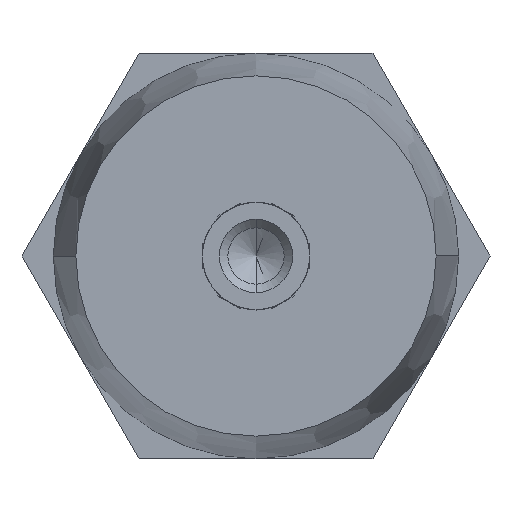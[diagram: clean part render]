
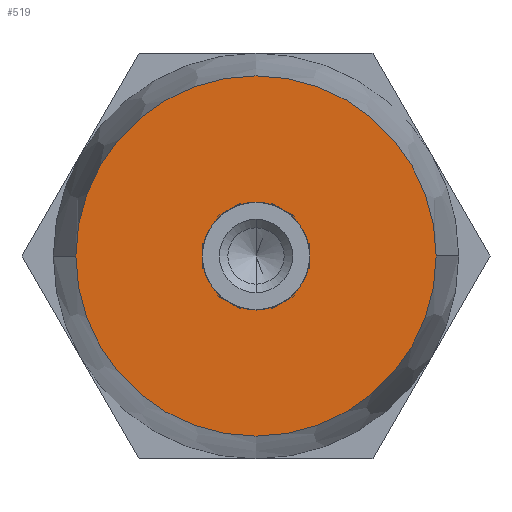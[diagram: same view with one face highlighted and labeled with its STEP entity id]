
A CAD part, front view. The second image highlights one B-rep face of the part: STEP entity #519.
In plain terms, the highlighted planar face has unit normal (0, -1, 0).
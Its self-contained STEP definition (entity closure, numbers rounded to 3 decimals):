
#2 = CARTESIAN_POINT ( 'NONE',  ( -14.381, -17.5, 2.804 ) ) ;
#17 = CARTESIAN_POINT ( 'NONE',  ( -4.763, -17.5, -0.309 ) ) ;
#29 = VECTOR ( 'NONE', #1916, 1000. ) ;
#61 = EDGE_CURVE ( 'NONE', #1269, #1898, #1522, .T. ) ;
#72 = CIRCLE ( 'NONE', #369, 4.773 ) ;
#138 = CIRCLE ( 'NONE', #2983, 4.773 ) ;
#152 = CARTESIAN_POINT ( 'NONE',  ( -2.114, -17.5, -4.279 ) ) ;
#173 = DIRECTION ( 'NONE',  ( 0., -1., 0. ) ) ;
#201 = CARTESIAN_POINT ( 'NONE',  ( 0., -17.5, 0. ) ) ;
#207 = DIRECTION ( 'NONE',  ( -1., 0., 0. ) ) ;
#249 = ORIENTED_EDGE ( 'NONE', *, *, #61, .T. ) ;
#285 = ORIENTED_EDGE ( 'NONE', *, *, #1483, .T. ) ;
#295 = DIRECTION ( 'NONE',  ( -0.866, 0., 0.5 ) ) ;
#369 = AXIS2_PLACEMENT_3D ( 'NONE', #3053, #1236, #2139 ) ;
#427 = ORIENTED_EDGE ( 'NONE', *, *, #2551, .T. ) ;
#429 = DIRECTION ( 'NONE',  ( 0., 1., 0. ) ) ;
#458 = VECTOR ( 'NONE', #1048, 1000. ) ;
#471 = CARTESIAN_POINT ( 'NONE',  ( -2.114, -17.5, 4.279 ) ) ;
#491 = VERTEX_POINT ( 'NONE', #2866 ) ;
#505 = CARTESIAN_POINT ( 'NONE',  ( 0., -17.5, 0. ) ) ;
#519 = ADVANCED_FACE ( 'NONE', ( #2637, #2768 ), #2290, .T. ) ;
#564 = VECTOR ( 'NONE', #3433, 1000. ) ;
#599 = DIRECTION ( 'NONE',  ( 0., 1., 0. ) ) ;
#611 = DIRECTION ( 'NONE',  ( -1., 0., 0. ) ) ;
#651 = EDGE_CURVE ( 'NONE', #2684, #1269, #1376, .T. ) ;
#659 = EDGE_CURVE ( 'NONE', #2654, #1467, #2138, .T. ) ;
#664 = CARTESIAN_POINT ( 'NONE',  ( -9.619, -17.5, 11.053 ) ) ;
#746 = AXIS2_PLACEMENT_3D ( 'NONE', #874, #3565, #611 ) ;
#791 = VERTEX_POINT ( 'NONE', #1094 ) ;
#825 = AXIS2_PLACEMENT_3D ( 'NONE', #2692, #902, #3262 ) ;
#826 = ORIENTED_EDGE ( 'NONE', *, *, #659, .T. ) ;
#841 = DIRECTION ( 'NONE',  ( 1., 0., 0. ) ) ;
#874 = CARTESIAN_POINT ( 'NONE',  ( 0., -17.5, 0. ) ) ;
#902 = DIRECTION ( 'NONE',  ( 0., 1., 0. ) ) ;
#911 = EDGE_CURVE ( 'NONE', #491, #791, #2265, .T. ) ;
#948 = ORIENTED_EDGE ( 'NONE', *, *, #3882, .T. ) ;
#965 = ORIENTED_EDGE ( 'NONE', *, *, #3385, .T. ) ;
#1028 = DIRECTION ( 'NONE',  ( 1., 0., 0. ) ) ;
#1048 = DIRECTION ( 'NONE',  ( 0., 0., 1. ) ) ;
#1066 = DIRECTION ( 'NONE',  ( 1., 0., 0. ) ) ;
#1087 = DIRECTION ( 'NONE',  ( 0., 1., 0. ) ) ;
#1094 = CARTESIAN_POINT ( 'NONE',  ( 0., -17.5, -4.772 ) ) ;
#1096 = CARTESIAN_POINT ( 'NONE',  ( -9.619, -17.5, -11.053 ) ) ;
#1141 = ORIENTED_EDGE ( 'NONE', *, *, #1779, .F. ) ;
#1164 = EDGE_CURVE ( 'NONE', #2249, #2697, #3709, .T. ) ;
#1192 = CARTESIAN_POINT ( 'NONE',  ( 0., -17.5, 0. ) ) ;
#1222 = CARTESIAN_POINT ( 'NONE',  ( 4.763, -17.5, -0.309 ) ) ;
#1236 = DIRECTION ( 'NONE',  ( 0., 1., 0. ) ) ;
#1269 = VERTEX_POINT ( 'NONE', #1222 ) ;
#1356 = ORIENTED_EDGE ( 'NONE', *, *, #2182, .F. ) ;
#1376 = LINE ( 'NONE', #2266, #564 ) ;
#1401 = CARTESIAN_POINT ( 'NONE',  ( -2.649, -17.5, 3.97 ) ) ;
#1406 = VERTEX_POINT ( 'NONE', #1954 ) ;
#1461 = EDGE_LOOP ( 'NONE', ( #2833, #2617, #826, #3905, #427, #948, #965, #3163, #2070, #249, #285, #2534, #1825 ) ) ;
#1467 = VERTEX_POINT ( 'NONE', #3701 ) ;
#1483 = EDGE_CURVE ( 'NONE', #1898, #491, #2087, .T. ) ;
#1488 = DIRECTION ( 'NONE',  ( 1., 0., 0. ) ) ;
#1522 = CIRCLE ( 'NONE', #3423, 4.773 ) ;
#1548 = CARTESIAN_POINT ( 'NONE',  ( 2.649, -17.5, -3.97 ) ) ;
#1566 = CIRCLE ( 'NONE', #2698, 16. ) ;
#1593 = AXIS2_PLACEMENT_3D ( 'NONE', #2396, #2384, #841 ) ;
#1779 = EDGE_CURVE ( 'NONE', #1406, #3116, #3381, .T. ) ;
#1825 = ORIENTED_EDGE ( 'NONE', *, *, #3803, .T. ) ;
#1898 = VERTEX_POINT ( 'NONE', #1548 ) ;
#1908 = CARTESIAN_POINT ( 'NONE',  ( -14.381, -17.5, -2.804 ) ) ;
#1916 = DIRECTION ( 'NONE',  ( 0.866, 0., 0.5 ) ) ;
#1954 = CARTESIAN_POINT ( 'NONE',  ( 16., -17.5, 0. ) ) ;
#1974 = EDGE_CURVE ( 'NONE', #2697, #2654, #72, .T. ) ;
#1985 = CARTESIAN_POINT ( 'NONE',  ( -4.763, -17.5, 0. ) ) ;
#1997 = CARTESIAN_POINT ( 'NONE',  ( 2.114, -17.5, 4.279 ) ) ;
#2016 = CARTESIAN_POINT ( 'NONE',  ( -16., -17.5, 0. ) ) ;
#2070 = ORIENTED_EDGE ( 'NONE', *, *, #651, .T. ) ;
#2087 = LINE ( 'NONE', #1096, #2440 ) ;
#2138 = LINE ( 'NONE', #1985, #458 ) ;
#2139 = DIRECTION ( 'NONE',  ( 1., 0., 0. ) ) ;
#2146 = AXIS2_PLACEMENT_3D ( 'NONE', #1192, #3278, #1488 ) ;
#2151 = CIRCLE ( 'NONE', #2146, 4.773 ) ;
#2170 = CARTESIAN_POINT ( 'NONE',  ( 0., -17.5, 0. ) ) ;
#2182 = EDGE_CURVE ( 'NONE', #3116, #1406, #1566, .T. ) ;
#2249 = VERTEX_POINT ( 'NONE', #152 ) ;
#2265 = CIRCLE ( 'NONE', #3572, 4.773 ) ;
#2266 = CARTESIAN_POINT ( 'NONE',  ( 4.763, -17.5, 0. ) ) ;
#2290 = PLANE ( 'NONE',  #3096 ) ;
#2329 = CIRCLE ( 'NONE', #1593, 4.773 ) ;
#2384 = DIRECTION ( 'NONE',  ( 0., 1., 0. ) ) ;
#2396 = CARTESIAN_POINT ( 'NONE',  ( 0., -17.5, 0. ) ) ;
#2439 = VERTEX_POINT ( 'NONE', #3000 ) ;
#2440 = VECTOR ( 'NONE', #2842, 1000. ) ;
#2510 = EDGE_LOOP ( 'NONE', ( #1356, #1141 ) ) ;
#2534 = ORIENTED_EDGE ( 'NONE', *, *, #911, .T. ) ;
#2535 = CARTESIAN_POINT ( 'NONE',  ( 0., -17.5, 0. ) ) ;
#2551 = EDGE_CURVE ( 'NONE', #3090, #3640, #2713, .T. ) ;
#2617 = ORIENTED_EDGE ( 'NONE', *, *, #1974, .T. ) ;
#2624 = CARTESIAN_POINT ( 'NONE',  ( -16., -17.5, 0. ) ) ;
#2637 = FACE_OUTER_BOUND ( 'NONE', #2510, .T. ) ;
#2654 = VERTEX_POINT ( 'NONE', #17 ) ;
#2684 = VERTEX_POINT ( 'NONE', #3331 ) ;
#2692 = CARTESIAN_POINT ( 'NONE',  ( 0., -17.5, 0. ) ) ;
#2697 = VERTEX_POINT ( 'NONE', #3355 ) ;
#2698 = AXIS2_PLACEMENT_3D ( 'NONE', #505, #1087, #207 ) ;
#2699 = DIRECTION ( 'NONE',  ( 1., 0., 0. ) ) ;
#2713 = LINE ( 'NONE', #1908, #29 ) ;
#2738 = LINE ( 'NONE', #664, #3538 ) ;
#2768 = FACE_BOUND ( 'NONE', #1461, .T. ) ;
#2833 = ORIENTED_EDGE ( 'NONE', *, *, #1164, .T. ) ;
#2842 = DIRECTION ( 'NONE',  ( -0.866, 0., -0.5 ) ) ;
#2866 = CARTESIAN_POINT ( 'NONE',  ( 2.114, -17.5, -4.279 ) ) ;
#2947 = VERTEX_POINT ( 'NONE', #1997 ) ;
#2983 = AXIS2_PLACEMENT_3D ( 'NONE', #2170, #599, #2699 ) ;
#3000 = CARTESIAN_POINT ( 'NONE',  ( 2.649, -17.5, 3.97 ) ) ;
#3053 = CARTESIAN_POINT ( 'NONE',  ( 0., -17.5, 0. ) ) ;
#3065 = DIRECTION ( 'NONE',  ( 0.866, 0., -0.5 ) ) ;
#3090 = VERTEX_POINT ( 'NONE', #1401 ) ;
#3096 = AXIS2_PLACEMENT_3D ( 'NONE', #2016, #173, #1066 ) ;
#3116 = VERTEX_POINT ( 'NONE', #2624 ) ;
#3138 = VECTOR ( 'NONE', #295, 1000. ) ;
#3163 = ORIENTED_EDGE ( 'NONE', *, *, #3754, .T. ) ;
#3252 = DIRECTION ( 'NONE',  ( 0., 1., 0. ) ) ;
#3262 = DIRECTION ( 'NONE',  ( 1., 0., 0. ) ) ;
#3278 = DIRECTION ( 'NONE',  ( 0., 1., 0. ) ) ;
#3331 = CARTESIAN_POINT ( 'NONE',  ( 4.763, -17.5, 0.309 ) ) ;
#3355 = CARTESIAN_POINT ( 'NONE',  ( -2.649, -17.5, -3.97 ) ) ;
#3381 = CIRCLE ( 'NONE', #746, 16. ) ;
#3385 = EDGE_CURVE ( 'NONE', #2947, #2439, #2738, .T. ) ;
#3423 = AXIS2_PLACEMENT_3D ( 'NONE', #2535, #429, #1028 ) ;
#3433 = DIRECTION ( 'NONE',  ( 0., 0., -1. ) ) ;
#3477 = CIRCLE ( 'NONE', #825, 4.773 ) ;
#3538 = VECTOR ( 'NONE', #3065, 1000. ) ;
#3565 = DIRECTION ( 'NONE',  ( 0., 1., 0. ) ) ;
#3572 = AXIS2_PLACEMENT_3D ( 'NONE', #201, #3252, #3837 ) ;
#3640 = VERTEX_POINT ( 'NONE', #471 ) ;
#3701 = CARTESIAN_POINT ( 'NONE',  ( -4.763, -17.5, 0.309 ) ) ;
#3708 = EDGE_CURVE ( 'NONE', #1467, #3090, #2329, .T. ) ;
#3709 = LINE ( 'NONE', #2, #3138 ) ;
#3754 = EDGE_CURVE ( 'NONE', #2439, #2684, #2151, .T. ) ;
#3803 = EDGE_CURVE ( 'NONE', #791, #2249, #138, .T. ) ;
#3837 = DIRECTION ( 'NONE',  ( 1., 0., 0. ) ) ;
#3882 = EDGE_CURVE ( 'NONE', #3640, #2947, #3477, .T. ) ;
#3905 = ORIENTED_EDGE ( 'NONE', *, *, #3708, .T. ) ;
